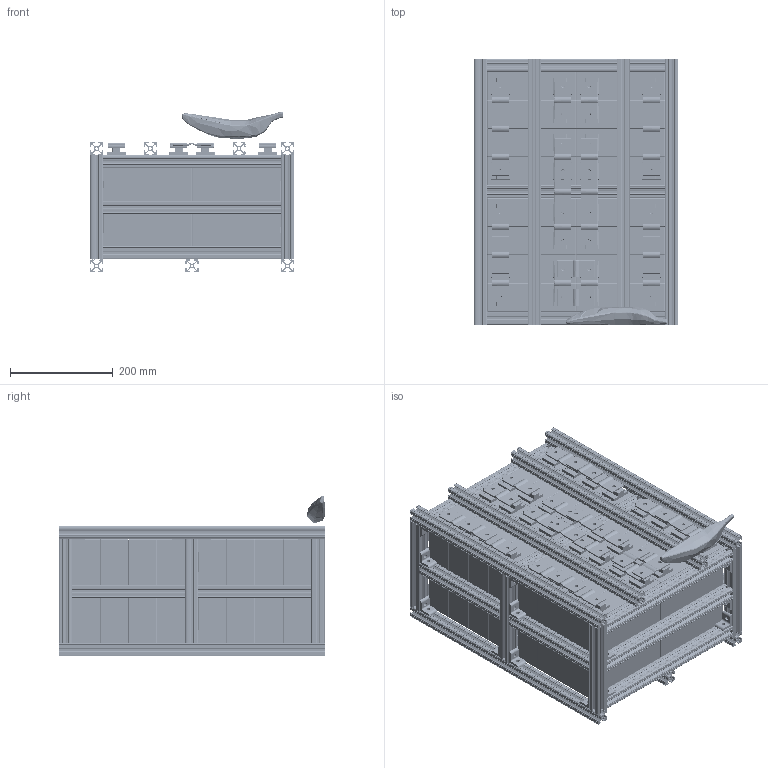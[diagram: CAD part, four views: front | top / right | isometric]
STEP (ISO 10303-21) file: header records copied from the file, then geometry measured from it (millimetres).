
FILE_DESCRIPTION(/* description */ (''),/* implementation_level */ '2;1');
FILE_NAME(/* name */ 'Pack Assembly v18.step',/* time_stamp */ '2022-08-15T17:11:09-07:00',/* author */ (''),/* organization */ (''),/* preprocessor_version */ 'ST-DEVELOPER v19',/* originating_system */ 'Autodesk Translation Framework v11.7.0.108',/* authorisation */ '');
FILE_SCHEMA (('AUTOMOTIVE_DESIGN { 1 0 10303 214 3 1 1 }'));
Products named in the file (32): Pack Assembly; LFP Cell; Copper Busbar (small) v3 (12); Copper Busbar (small) v3; Copper Busbar (small) v3 (2); Copper Busbar (small) v3 (3); Copper Busbar (small) v3 (4); Copper Busbar (small) v3 (5); Copper Busbar (small) v3 (6); Copper Busbar (small) v3 (7); Copper Busbar (small) v3 (8); Copper Busbar (small) v3 (9); Copper Busbar (small) v3 (10); Copper Busbar (small) v3 (11); Copper Busbar (small) v3 (13); Copper Busbar (small) v3 (14); Copper Busbar (small) v3 (15); Copper Busbar (small) v3 (16); Copper Busbar (small) v3 (17); Copper Busbar (small) v3 (18); Copper Busbar (small) v3 (19); Copper Busbar (small) v3 (20); Copper Busbar (small) v3 (21); Copper Busbar (small) v3 (22); Copper Busbar (small) v3 (23); Copper Busbar (small) v3 (1); 1010-Black-FB-1-CL v2; 1010-Black-FB-1-CL v2 (1); 1010-Black-FB-1-CL v2 (2); 1010-Black-FB-1-CL v2 (3); Banana-for-scale; 4119-Black v1
Assembly tree (109 placements, depth 2):
  Pack Assembly
    LFP Cell  x16
    Copper Busbar (small) v3 (12)
    Copper Busbar (small) v3
    Copper Busbar (small) v3 (2)
    Copper Busbar (small) v3 (3)
    Copper Busbar (small) v3 (4)
    Copper Busbar (small) v3 (5)
    Copper Busbar (small) v3 (6)
    Copper Busbar (small) v3 (7)
    Copper Busbar (small) v3 (8)
    Copper Busbar (small) v3 (9)
    Copper Busbar (small) v3 (10)
    Copper Busbar (small) v3 (11)
    Copper Busbar (small) v3 (13)
    Copper Busbar (small) v3 (14)
    Copper Busbar (small) v3 (15)
    Copper Busbar (small) v3 (16)
    Copper Busbar (small) v3 (17)
    Copper Busbar (small) v3 (18)
    Copper Busbar (small) v3 (19)
    Copper Busbar (small) v3 (20)
    Copper Busbar (small) v3 (21)
    Copper Busbar (small) v3 (22)
    Copper Busbar (small) v3 (23)
    Copper Busbar (small) v3 (1)
    1010-Black-FB-1-CL v2  x9
    1010-Black-FB-1-CL v2 (1)  x6
    1010-Black-FB-1-CL v2 (2)  x7
    1010-Black-FB-1-CL v2 (3)  x4
    Banana-for-scale
    4119-Black v1  x42
Bounding box: 395.8 x 517.45 x 312.52 mm (x, y, z)
Volume: 34057996 mm3; surface area: 4155186.1 mm2
Topology: 157 solids, 173 shells, 5980 faces, 14482 edges, 8992 vertices
Faces by surface type: cylinder 2612, plane 2570, sphere 576, bspline 174, torus 32, cone 16
Full cylindrical faces by diameter (mm): 5 x80, 5.207 x26, 7.137 x84, 7.21 x48, 32 x16
Entity records: 60866 total; most frequent: CARTESIAN_POINT 26545, DIRECTION 7016, ORIENTED_EDGE 6696, EDGE_CURVE 3348, AXIS2_PLACEMENT_3D 2633, VERTEX_POINT 1945, LINE 1750, VECTOR 1750
